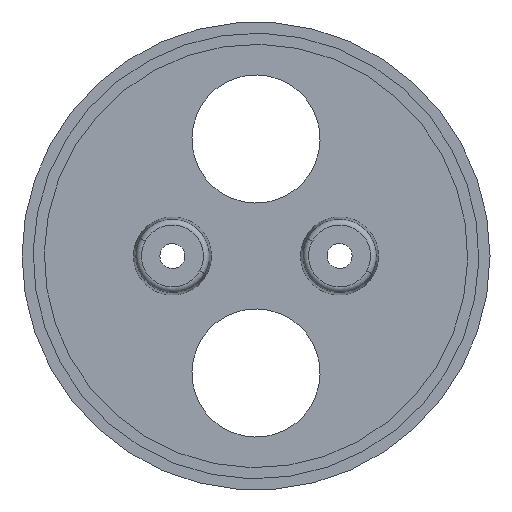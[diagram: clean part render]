
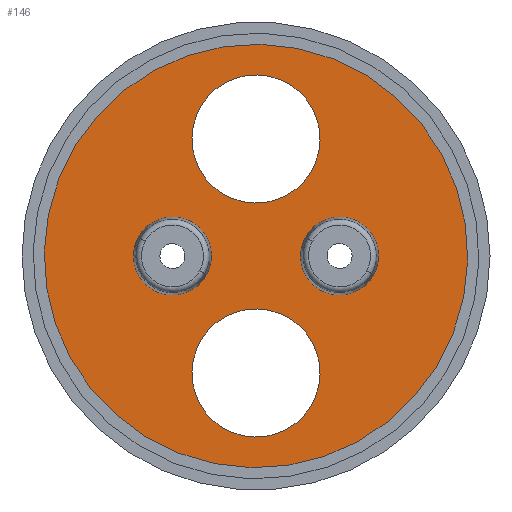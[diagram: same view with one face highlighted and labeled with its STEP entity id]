
A CAD part, left-side view. The second image highlights one B-rep face of the part: STEP entity #146.
In plain terms, the highlighted planar face has unit normal (-1, 0, 0).
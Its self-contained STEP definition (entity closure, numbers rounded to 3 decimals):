
#51=CARTESIAN_POINT('Axis2P3D Location',(8.,38.,0.)) ;
#56=CARTESIAN_POINT('Axis2P3D Location',(8.,0.,0.)) ;
#60=CARTESIAN_POINT('Vertex',(8.,-33.348,18.218)) ;
#62=CARTESIAN_POINT('Vertex',(8.,33.348,-18.218)) ;
#65=CARTESIAN_POINT('Axis2P3D Location',(8.,0.,0.)) ;
#74=CARTESIAN_POINT('Axis2P3D Location',(8.,0.,21.)) ;
#78=CARTESIAN_POINT('Vertex',(8.,10.092,15.487)) ;
#80=CARTESIAN_POINT('Vertex',(8.,-10.092,26.513)) ;
#83=CARTESIAN_POINT('Axis2P3D Location',(8.,0.,21.)) ;
#92=CARTESIAN_POINT('Axis2P3D Location',(8.,0.,-21.)) ;
#96=CARTESIAN_POINT('Vertex',(8.,10.092,-26.513)) ;
#98=CARTESIAN_POINT('Vertex',(8.,-10.092,-15.487)) ;
#101=CARTESIAN_POINT('Axis2P3D Location',(8.,0.,-21.)) ;
#110=CARTESIAN_POINT('Axis2P3D Location',(8.,-15.,0.)) ;
#114=CARTESIAN_POINT('Vertex',(8.,-8.857,3.356)) ;
#116=CARTESIAN_POINT('Vertex',(8.,-21.143,-3.356)) ;
#119=CARTESIAN_POINT('Axis2P3D Location',(8.,-15.,0.)) ;
#128=CARTESIAN_POINT('Axis2P3D Location',(8.,15.,0.)) ;
#132=CARTESIAN_POINT('Vertex',(8.,8.857,-3.356)) ;
#134=CARTESIAN_POINT('Vertex',(8.,21.143,3.356)) ;
#137=CARTESIAN_POINT('Axis2P3D Location',(8.,15.,0.)) ;
#52=DIRECTION('Axis2P3D Direction',(-1.,0.,0.)) ;
#53=DIRECTION('Axis2P3D XDirection',(0.,1.,0.)) ;
#57=DIRECTION('Axis2P3D Direction',(-1.,0.,0.)) ;
#66=DIRECTION('Axis2P3D Direction',(-1.,0.,0.)) ;
#75=DIRECTION('Axis2P3D Direction',(-1.,0.,0.)) ;
#84=DIRECTION('Axis2P3D Direction',(-1.,0.,0.)) ;
#93=DIRECTION('Axis2P3D Direction',(-1.,0.,0.)) ;
#102=DIRECTION('Axis2P3D Direction',(-1.,0.,0.)) ;
#111=DIRECTION('Axis2P3D Direction',(-1.,0.,0.)) ;
#120=DIRECTION('Axis2P3D Direction',(-1.,0.,0.)) ;
#129=DIRECTION('Axis2P3D Direction',(-1.,0.,0.)) ;
#138=DIRECTION('Axis2P3D Direction',(-1.,0.,0.)) ;
#54=AXIS2_PLACEMENT_3D('Plane Axis2P3D',#51,#52,#53) ;
#58=AXIS2_PLACEMENT_3D('Circle Axis2P3D',#56,#57,$) ;
#67=AXIS2_PLACEMENT_3D('Circle Axis2P3D',#65,#66,$) ;
#76=AXIS2_PLACEMENT_3D('Circle Axis2P3D',#74,#75,$) ;
#85=AXIS2_PLACEMENT_3D('Circle Axis2P3D',#83,#84,$) ;
#94=AXIS2_PLACEMENT_3D('Circle Axis2P3D',#92,#93,$) ;
#103=AXIS2_PLACEMENT_3D('Circle Axis2P3D',#101,#102,$) ;
#112=AXIS2_PLACEMENT_3D('Circle Axis2P3D',#110,#111,$) ;
#121=AXIS2_PLACEMENT_3D('Circle Axis2P3D',#119,#120,$) ;
#130=AXIS2_PLACEMENT_3D('Circle Axis2P3D',#128,#129,$) ;
#139=AXIS2_PLACEMENT_3D('Circle Axis2P3D',#137,#138,$) ;
#71=ORIENTED_EDGE('',*,*,#64,.T.) ;
#72=ORIENTED_EDGE('',*,*,#69,.T.) ;
#89=ORIENTED_EDGE('',*,*,#82,.F.) ;
#90=ORIENTED_EDGE('',*,*,#87,.F.) ;
#107=ORIENTED_EDGE('',*,*,#100,.F.) ;
#108=ORIENTED_EDGE('',*,*,#105,.F.) ;
#125=ORIENTED_EDGE('',*,*,#118,.T.) ;
#126=ORIENTED_EDGE('',*,*,#123,.T.) ;
#143=ORIENTED_EDGE('',*,*,#136,.T.) ;
#144=ORIENTED_EDGE('',*,*,#141,.T.) ;
#91=FACE_BOUND('',#88,.T.) ;
#109=FACE_BOUND('',#106,.T.) ;
#127=FACE_BOUND('',#124,.T.) ;
#145=FACE_BOUND('',#142,.T.) ;
#146=ADVANCED_FACE('Corps principal',(#73,#91,#109,#127,#145),#55,.T.) ;
#59=CIRCLE('generated circle',#58,38.) ;
#68=CIRCLE('generated circle',#67,38.) ;
#77=CIRCLE('generated circle',#76,11.5) ;
#86=CIRCLE('generated circle',#85,11.5) ;
#95=CIRCLE('generated circle',#94,11.5) ;
#104=CIRCLE('generated circle',#103,11.5) ;
#113=CIRCLE('generated circle',#112,7.) ;
#122=CIRCLE('generated circle',#121,7.) ;
#131=CIRCLE('generated circle',#130,7.) ;
#140=CIRCLE('generated circle',#139,7.) ;
#64=EDGE_CURVE('',#61,#63,#59,.T.) ;
#69=EDGE_CURVE('',#63,#61,#68,.T.) ;
#82=EDGE_CURVE('',#79,#81,#77,.T.) ;
#87=EDGE_CURVE('',#81,#79,#86,.T.) ;
#100=EDGE_CURVE('',#97,#99,#95,.T.) ;
#105=EDGE_CURVE('',#99,#97,#104,.T.) ;
#118=EDGE_CURVE('',#115,#117,#113,.F.) ;
#123=EDGE_CURVE('',#117,#115,#122,.F.) ;
#136=EDGE_CURVE('',#133,#135,#131,.F.) ;
#141=EDGE_CURVE('',#135,#133,#140,.F.) ;
#70=EDGE_LOOP('',(#71,#72)) ;
#88=EDGE_LOOP('',(#89,#90)) ;
#106=EDGE_LOOP('',(#107,#108)) ;
#124=EDGE_LOOP('',(#125,#126)) ;
#142=EDGE_LOOP('',(#143,#144)) ;
#73=FACE_OUTER_BOUND('',#70,.T.) ;
#55=PLANE('',#54) ;
#61=VERTEX_POINT('',#60) ;
#63=VERTEX_POINT('',#62) ;
#79=VERTEX_POINT('',#78) ;
#81=VERTEX_POINT('',#80) ;
#97=VERTEX_POINT('',#96) ;
#99=VERTEX_POINT('',#98) ;
#115=VERTEX_POINT('',#114) ;
#117=VERTEX_POINT('',#116) ;
#133=VERTEX_POINT('',#132) ;
#135=VERTEX_POINT('',#134) ;
